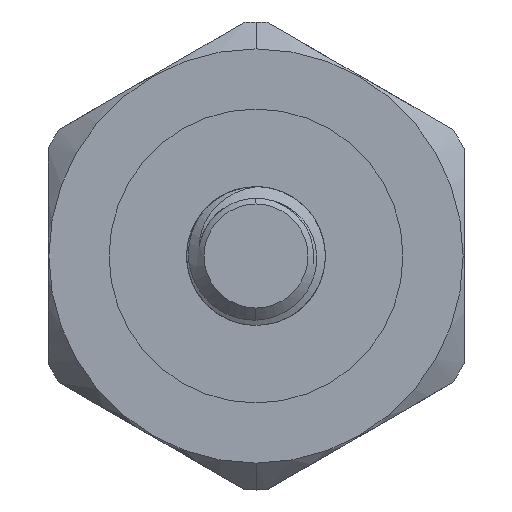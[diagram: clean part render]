
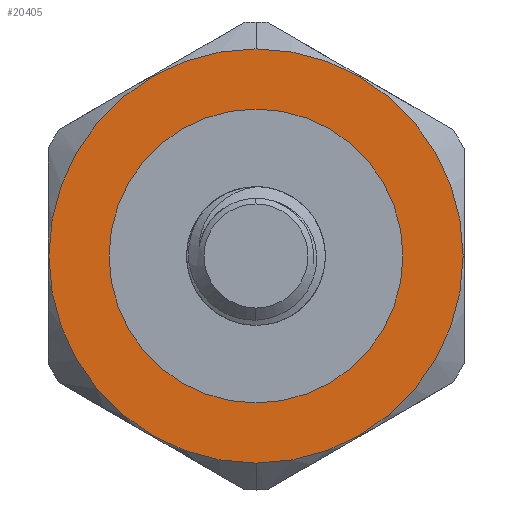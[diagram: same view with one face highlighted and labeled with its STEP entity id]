
A CAD part, front view. The second image highlights one B-rep face of the part: STEP entity #20405.
In plain terms, the highlighted planar face has unit normal (0, -1, 0).
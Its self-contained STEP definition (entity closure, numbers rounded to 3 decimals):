
#546=CARTESIAN_POINT('',(0.,-14.35,0.));
#547=DIRECTION('',(0.,-1.,0.));
#548=DIRECTION('',(0.,0.,1.));
#549=AXIS2_PLACEMENT_3D('',#546,#547,#548);
#554=CARTESIAN_POINT('',(0.,-14.35,0.));
#555=DIRECTION('',(0.,-1.,0.));
#556=DIRECTION('',(0.,0.,-1.));
#557=AXIS2_PLACEMENT_3D('',#554,#555,#556);
#562=CARTESIAN_POINT('',(0.,-14.35,0.));
#563=DIRECTION('',(0.,1.,0.));
#564=DIRECTION('',(0.,0.,-1.));
#565=AXIS2_PLACEMENT_3D('',#562,#563,#564);
#570=CARTESIAN_POINT('',(0.,-14.35,0.));
#571=DIRECTION('',(0.,1.,0.));
#572=DIRECTION('',(0.,0.,1.));
#573=AXIS2_PLACEMENT_3D('',#570,#571,#572);
#19937=CARTESIAN_POINT('',(0.,-14.35,8.475));
#19939=VERTEX_POINT('',#19937);
#19941=CARTESIAN_POINT('',(0.,-14.35,-8.475));
#19943=VERTEX_POINT('',#19941);
#20051=CARTESIAN_POINT('',(0.,-14.35,-11.95));
#20053=VERTEX_POINT('',#20051);
#20055=CARTESIAN_POINT('',(0.,-14.35,11.95));
#20057=VERTEX_POINT('',#20055);
#20390=CARTESIAN_POINT('',(8.5,-14.35,0.));
#20391=DIRECTION('',(0.,1.,0.));
#20392=DIRECTION('',(0.,0.,1.));
#20393=AXIS2_PLACEMENT_3D('',#20390,#20391,#20392);
#20394=PLANE('',#20393);
#20395=ORIENTED_EDGE('',*,*,#20275,.F.);
#20396=ORIENTED_EDGE('',*,*,#20237,.F.);
#20397=EDGE_LOOP('',(#20395,#20396));
#20398=FACE_OUTER_BOUND('',#20397,.F.);
#20400=ORIENTED_EDGE('',*,*,#20399,.F.);
#20402=ORIENTED_EDGE('',*,*,#20401,.F.);
#20403=EDGE_LOOP('',(#20400,#20402));
#20404=FACE_BOUND('',#20403,.F.);
#20405=ADVANCED_FACE('',(#20398,#20404),#20394,.F.);
#550=CIRCLE('',#549,11.95);
#558=CIRCLE('',#557,11.95);
#566=CIRCLE('',#565,8.475);
#574=CIRCLE('',#573,8.475);
#20237=EDGE_CURVE('',#20053,#20057,#558,.T.);
#20275=EDGE_CURVE('',#20057,#20053,#550,.T.);
#20399=EDGE_CURVE('',#19943,#19939,#566,.T.);
#20401=EDGE_CURVE('',#19939,#19943,#574,.T.);
